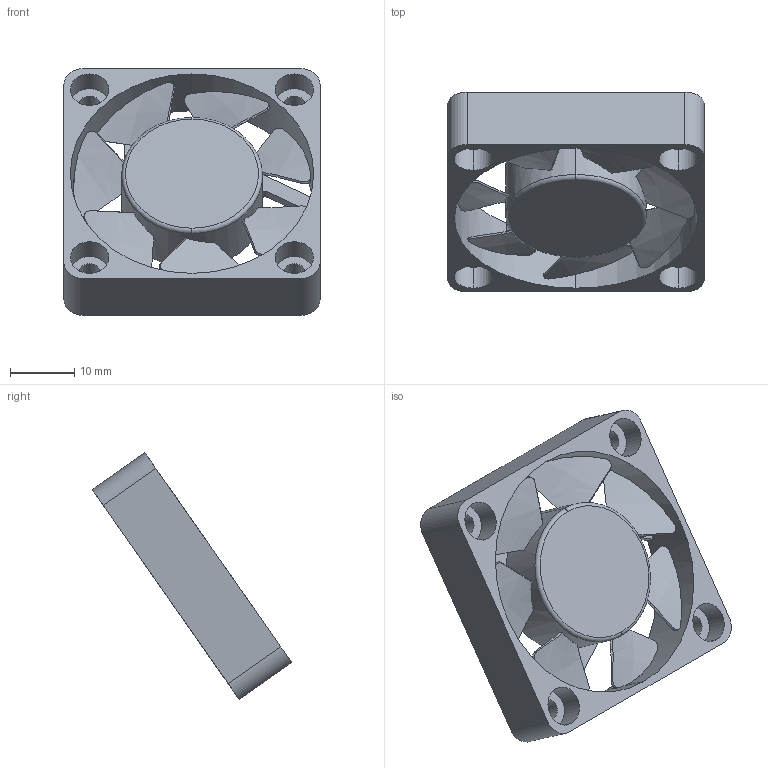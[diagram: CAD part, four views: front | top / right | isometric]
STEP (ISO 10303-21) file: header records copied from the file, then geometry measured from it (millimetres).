
FILE_DESCRIPTION (( 'STEP AP214' ), '1' );
FILE_NAME ('Nozzle fan.step', '2018-06-21T12:59:31', ( 'User' ), ( 'china' ), 'SwSTEP 2.0', 'SolidWorks 2016', '' );
FILE_SCHEMA (( 'AUTOMOTIVE_DESIGN' ));
Length unit declared in the file: millimetre
Products named in the file (1): Nozzle fan
Bounding box: 40 x 31.13 x 38.5 mm (x, y, z)
Volume: 8021.7 mm3; surface area: 6966.2 mm2
Topology: 1 solids, 1 shells, 135 faces, 395 edges, 263 vertices
Faces by surface type: bspline 84, cylinder 29, plane 20, torus 2
Entity records: 6964 total; most frequent: CARTESIAN_POINT 3989, ORIENTED_EDGE 790, EDGE_CURVE 395, DIRECTION 318, VERTEX_POINT 263, B_SPLINE_CURVE_WITH_KNOTS 255, EDGE_LOOP 164, FACE_OUTER_BOUND 135
